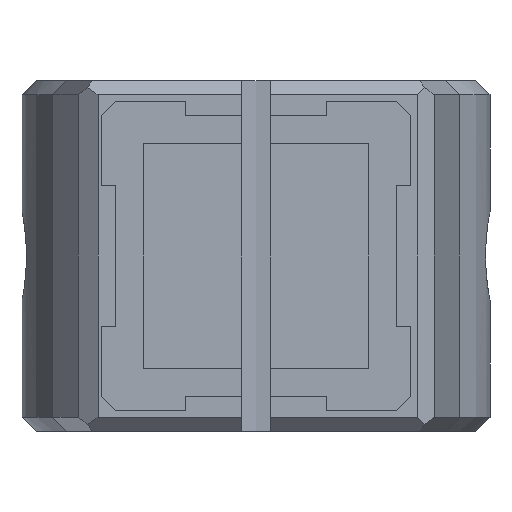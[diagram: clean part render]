
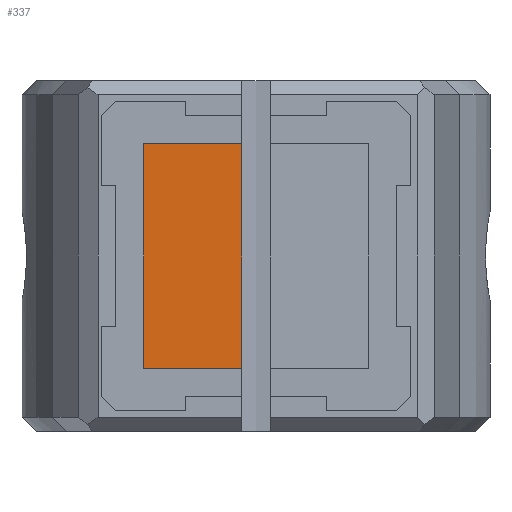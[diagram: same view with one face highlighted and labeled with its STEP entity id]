
A CAD part, front view. The second image highlights one B-rep face of the part: STEP entity #337.
In plain terms, the highlighted planar face has unit normal (0, -1, 0).
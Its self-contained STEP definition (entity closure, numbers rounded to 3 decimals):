
#281 = ORIENTED_EDGE ( 'NONE', *, *, #283, .T. ) ;
#282 = EDGE_CURVE ( 'NONE', #338, #296, #2215, .T. ) ;
#283 = EDGE_CURVE ( 'NONE', #409, #338, #2212, .T. ) ;
#296 = VERTEX_POINT ( 'NONE', #2240 ) ;
#336 = EDGE_CURVE ( 'NONE', #296, #398, #2369, .T. ) ;
#337 = ADVANCED_FACE ( 'NONE', ( #2374 ), #2370, .F. ) ;
#338 = VERTEX_POINT ( 'NONE', #2376 ) ;
#358 = EDGE_LOOP ( 'NONE', ( #451, #404, #281, #400 ) ) ;
#398 = VERTEX_POINT ( 'NONE', #2413 ) ;
#400 = ORIENTED_EDGE ( 'NONE', *, *, #282, .T. ) ;
#404 = ORIENTED_EDGE ( 'NONE', *, *, #452, .T. ) ;
#409 = VERTEX_POINT ( 'NONE', #2386 ) ;
#451 = ORIENTED_EDGE ( 'NONE', *, *, #336, .T. ) ;
#452 = EDGE_CURVE ( 'NONE', #398, #409, #2609, .T. ) ;
#2195 = DIRECTION ( 'NONE',  ( -1., 0., 0. ) ) ;
#2196 = VECTOR ( 'NONE', #2195, 1000. ) ;
#2197 = CARTESIAN_POINT ( 'NONE',  ( -8., -19.7, 8. ) ) ;
#2212 = LINE ( 'NONE', #2197, #2196 ) ;
#2215 = LINE ( 'NONE', #2220, #2219 ) ;
#2218 = DIRECTION ( 'NONE',  ( 0., 0., -1. ) ) ;
#2219 = VECTOR ( 'NONE', #2218, 1000. ) ;
#2220 = CARTESIAN_POINT ( 'NONE',  ( -8., -19.7, -8. ) ) ;
#2240 = CARTESIAN_POINT ( 'NONE',  ( -8., -19.7, -8. ) ) ;
#2334 = AXIS2_PLACEMENT_3D ( 'NONE', #2338, #2375, #2367 ) ;
#2338 = CARTESIAN_POINT ( 'NONE',  ( -12.5, -19.7, 12.5 ) ) ;
#2342 = CARTESIAN_POINT ( 'NONE',  ( -8., -19.7, -8. ) ) ;
#2367 = DIRECTION ( 'NONE',  ( 0., 0., 1. ) ) ;
#2369 = LINE ( 'NONE', #2342, #2378 ) ;
#2370 = PLANE ( 'NONE',  #2334 ) ;
#2374 = FACE_OUTER_BOUND ( 'NONE', #358, .T. ) ;
#2375 = DIRECTION ( 'NONE',  ( 0., 1., 0. ) ) ;
#2376 = CARTESIAN_POINT ( 'NONE',  ( -8., -19.7, 8. ) ) ;
#2377 = DIRECTION ( 'NONE',  ( 1., 0., 0. ) ) ;
#2378 = VECTOR ( 'NONE', #2377, 1000. ) ;
#2386 = CARTESIAN_POINT ( 'NONE',  ( -1., -19.7, 8. ) ) ;
#2413 = CARTESIAN_POINT ( 'NONE',  ( -1., -19.7, -8. ) ) ;
#2551 = DIRECTION ( 'NONE',  ( 0., 0., 1. ) ) ;
#2597 = CARTESIAN_POINT ( 'NONE',  ( -1., -19.7, 12.5 ) ) ;
#2609 = LINE ( 'NONE', #2597, #2618 ) ;
#2618 = VECTOR ( 'NONE', #2551, 1000. ) ;
